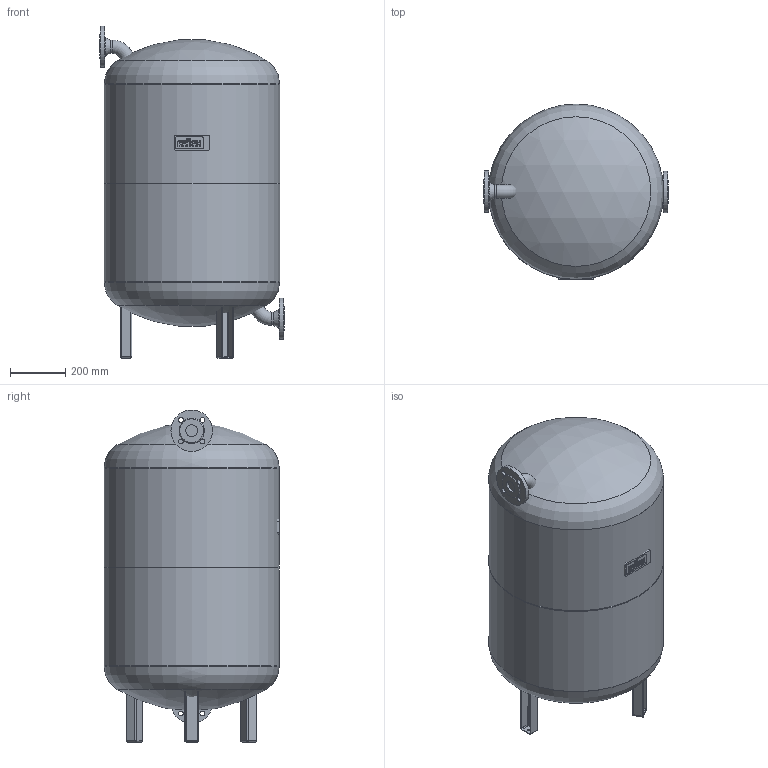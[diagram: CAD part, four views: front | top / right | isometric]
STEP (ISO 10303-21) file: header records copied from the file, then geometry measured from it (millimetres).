
FILE_DESCRIPTION(/* description */ (''),/* implementation_level */ '2;1');
FILE_NAME(/* name */ '3d_IntermediatevesselsV300_10bar-8303700.stp',/* time_stamp */ '2018-10-19T12:26:33+02:00',/* author */ ('Andrzej'),/* organization */ (''),/* preprocessor_version */ 'ST-DEVELOPER v16.13',/* originating_system */ 'AutoCAD Mechanical',/* authorisation */ '');
FILE_SCHEMA (('AUTOMOTIVE_DESIGN { 1 0 10303 214 3 1 1 }'));
Length unit declared in the file: millimetre
Products named in the file (1): Product
Bounding box: 668 x 636.27 x 1201 mm (x, y, z)
Volume: 294470002.7 mm3; surface area: 3925199.1 mm2
Topology: 16 solids, 16 shells, 320 faces, 795 edges, 495 vertices
Faces by surface type: plane 143, cylinder 140, torus 18, sphere 14, cone 5
Full cylindrical faces by diameter (mm): 8.5 x3, 18 x8, 43.1 x2, 48.3 x2, 150 x2, 634 x4
Entity records: 9237 total; most frequent: DIRECTION 1698, CARTESIAN_POINT 1543, ORIENTED_EDGE 1478, EDGE_CURVE 739, AXIS2_PLACEMENT_3D 638, VERTEX_POINT 483, LINE 422, VECTOR 422
